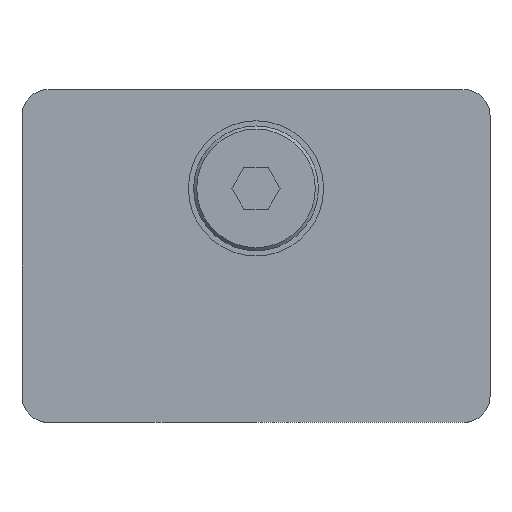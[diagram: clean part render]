
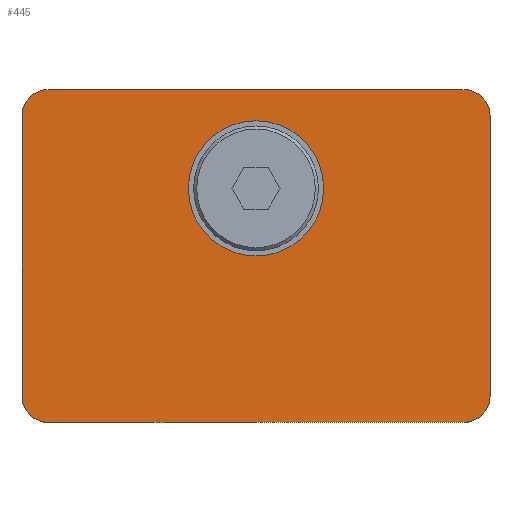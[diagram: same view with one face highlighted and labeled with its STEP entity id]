
A CAD part, top view. The second image highlights one B-rep face of the part: STEP entity #445.
In plain terms, the highlighted planar face has unit normal (0, 0, 1).
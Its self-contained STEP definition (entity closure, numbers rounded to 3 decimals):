
#26=FACE_BOUND('',#88,.T.);
#35=PLANE('',#488);
#58=FACE_OUTER_BOUND('',#87,.T.);
#87=EDGE_LOOP('',(#356,#357,#358,#359,#360,#361,#362,#363));
#88=EDGE_LOOP('',(#364));
#107=LINE('',#670,#147);
#112=LINE('',#681,#152);
#116=LINE('',#693,#156);
#122=LINE('',#708,#162);
#147=VECTOR('',#534,1.);
#152=VECTOR('',#541,1.);
#156=VECTOR('',#553,1.);
#162=VECTOR('',#567,1.);
#188=CIRCLE('',#469,6.5);
#189=CIRCLE('',#474,2.5);
#191=CIRCLE('',#478,2.5);
#193=CIRCLE('',#482,2.5);
#196=CIRCLE('',#487,2.5);
#208=VERTEX_POINT('',#663);
#209=VERTEX_POINT('',#668);
#210=VERTEX_POINT('',#669);
#213=VERTEX_POINT('',#677);
#215=VERTEX_POINT('',#680);
#217=VERTEX_POINT('',#686);
#219=VERTEX_POINT('',#692);
#221=VERTEX_POINT('',#698);
#224=VERTEX_POINT('',#705);
#250=EDGE_CURVE('',#208,#208,#188,.T.);
#251=EDGE_CURVE('',#209,#210,#107,.T.);
#256=EDGE_CURVE('',#213,#215,#112,.T.);
#259=EDGE_CURVE('',#215,#217,#189,.T.);
#262=EDGE_CURVE('',#217,#219,#116,.T.);
#265=EDGE_CURVE('',#219,#221,#191,.T.);
#270=EDGE_CURVE('',#221,#224,#122,.T.);
#271=EDGE_CURVE('',#224,#209,#193,.T.);
#274=EDGE_CURVE('',#210,#213,#196,.T.);
#356=ORIENTED_EDGE('',*,*,#251,.F.);
#357=ORIENTED_EDGE('',*,*,#271,.F.);
#358=ORIENTED_EDGE('',*,*,#270,.F.);
#359=ORIENTED_EDGE('',*,*,#265,.F.);
#360=ORIENTED_EDGE('',*,*,#262,.F.);
#361=ORIENTED_EDGE('',*,*,#259,.F.);
#362=ORIENTED_EDGE('',*,*,#256,.F.);
#363=ORIENTED_EDGE('',*,*,#274,.F.);
#364=ORIENTED_EDGE('',*,*,#250,.T.);
#445=ADVANCED_FACE('',(#58,#26),#35,.T.);
#469=AXIS2_PLACEMENT_3D('',#665,#528,#529);
#474=AXIS2_PLACEMENT_3D('',#687,#546,#547);
#478=AXIS2_PLACEMENT_3D('',#699,#558,#559);
#482=AXIS2_PLACEMENT_3D('',#710,#570,#571);
#487=AXIS2_PLACEMENT_3D('',#715,#580,#581);
#488=AXIS2_PLACEMENT_3D('',#716,#582,#583);
#528=DIRECTION('center_axis',(0.,0.,-1.));
#529=DIRECTION('ref_axis',(1.,0.,0.));
#534=DIRECTION('',(1.,0.,0.));
#541=DIRECTION('',(0.,-1.,0.));
#546=DIRECTION('center_axis',(0.,0.,-1.));
#547=DIRECTION('ref_axis',(0.707,-0.707,0.));
#553=DIRECTION('',(-1.,0.,0.));
#558=DIRECTION('center_axis',(0.,0.,-1.));
#559=DIRECTION('ref_axis',(-0.707,-0.707,0.));
#567=DIRECTION('',(0.,1.,0.));
#570=DIRECTION('center_axis',(0.,0.,-1.));
#571=DIRECTION('ref_axis',(-0.707,0.707,0.));
#580=DIRECTION('center_axis',(0.,0.,-1.));
#581=DIRECTION('ref_axis',(0.707,0.707,0.));
#582=DIRECTION('center_axis',(0.,0.,1.));
#583=DIRECTION('ref_axis',(-1.,0.,0.));
#663=CARTESIAN_POINT('',(16.,22.5,3.));
#665=CARTESIAN_POINT('Origin',(22.5,22.5,3.));
#668=CARTESIAN_POINT('',(2.5,32.,3.));
#669=CARTESIAN_POINT('',(42.5,32.,3.));
#670=CARTESIAN_POINT('',(0.,32.,3.));
#677=CARTESIAN_POINT('',(45.,29.5,3.));
#680=CARTESIAN_POINT('',(45.,2.5,3.));
#681=CARTESIAN_POINT('',(45.,32.,3.));
#686=CARTESIAN_POINT('',(42.5,0.,3.));
#687=CARTESIAN_POINT('Origin',(42.5,2.5,3.));
#692=CARTESIAN_POINT('',(2.5,0.,3.));
#693=CARTESIAN_POINT('',(45.,0.,3.));
#698=CARTESIAN_POINT('',(0.,2.5,3.));
#699=CARTESIAN_POINT('Origin',(2.5,2.5,3.));
#705=CARTESIAN_POINT('',(0.,29.5,3.));
#708=CARTESIAN_POINT('',(0.,0.,3.));
#710=CARTESIAN_POINT('Origin',(2.5,29.5,3.));
#715=CARTESIAN_POINT('Origin',(42.5,29.5,3.));
#716=CARTESIAN_POINT('Origin',(22.5,16.,3.));
